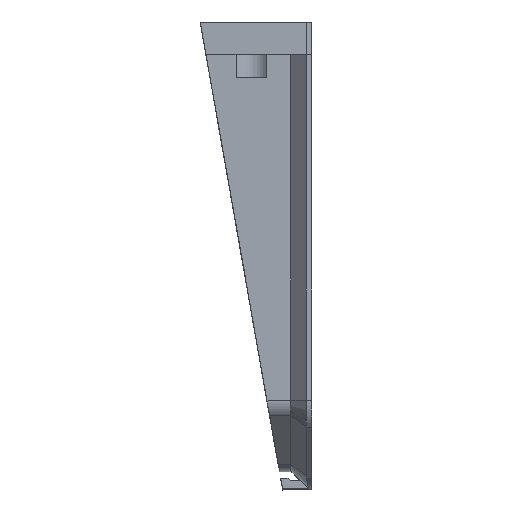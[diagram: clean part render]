
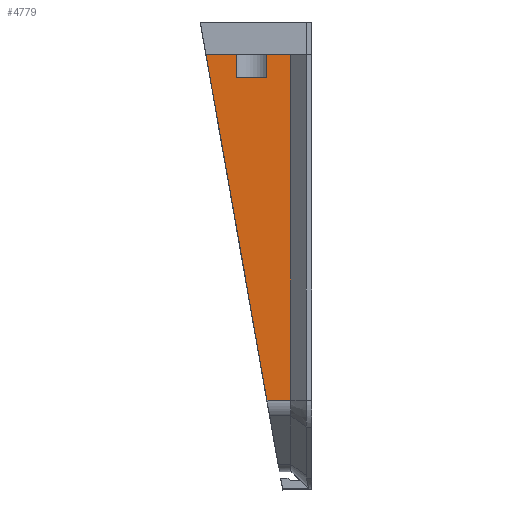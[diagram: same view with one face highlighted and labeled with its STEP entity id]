
A CAD part, top view. The second image highlights one B-rep face of the part: STEP entity #4779.
In plain terms, the highlighted planar face has unit normal (0, 0, 1).
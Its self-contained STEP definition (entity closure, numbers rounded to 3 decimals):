
#357=FACE_OUTER_BOUND('',#620,.T.);
#620=EDGE_LOOP('',(#3772,#3773,#3774,#3775,#3776,#3777,#3778,#3779));
#852=LINE('',#7110,#1423);
#1069=LINE('',#7901,#1640);
#1083=LINE('',#7970,#1654);
#1087=LINE('',#8039,#1658);
#1088=LINE('',#8041,#1659);
#1089=LINE('',#8043,#1660);
#1090=LINE('',#8044,#1661);
#1091=LINE('',#8045,#1662);
#1423=VECTOR('',#5279,10.);
#1640=VECTOR('',#5608,10.);
#1654=VECTOR('',#5638,10.);
#1658=VECTOR('',#5652,10.);
#1659=VECTOR('',#5653,10.);
#1660=VECTOR('',#5654,10.);
#1661=VECTOR('',#5655,10.);
#1662=VECTOR('',#5656,10.);
#2015=VERTEX_POINT('',#7089);
#2016=VERTEX_POINT('',#7109);
#2221=VERTEX_POINT('',#7896);
#2226=VERTEX_POINT('',#7968);
#2231=VERTEX_POINT('',#8037);
#2232=VERTEX_POINT('',#8038);
#2233=VERTEX_POINT('',#8040);
#2234=VERTEX_POINT('',#8042);
#2521=EDGE_CURVE('',#2015,#2016,#852,.T.);
#2774=EDGE_CURVE('',#2221,#2015,#1069,.T.);
#2792=EDGE_CURVE('',#2221,#2226,#1083,.T.);
#2801=EDGE_CURVE('',#2231,#2232,#1087,.T.);
#2802=EDGE_CURVE('',#2232,#2233,#1088,.T.);
#2803=EDGE_CURVE('',#2233,#2234,#1089,.T.);
#2804=EDGE_CURVE('',#2234,#2016,#1090,.T.);
#2805=EDGE_CURVE('',#2226,#2231,#1091,.T.);
#3772=ORIENTED_EDGE('',*,*,#2801,.T.);
#3773=ORIENTED_EDGE('',*,*,#2802,.T.);
#3774=ORIENTED_EDGE('',*,*,#2803,.T.);
#3775=ORIENTED_EDGE('',*,*,#2804,.T.);
#3776=ORIENTED_EDGE('',*,*,#2521,.F.);
#3777=ORIENTED_EDGE('',*,*,#2774,.F.);
#3778=ORIENTED_EDGE('',*,*,#2792,.T.);
#3779=ORIENTED_EDGE('',*,*,#2805,.T.);
#4554=PLANE('',#5012);
#4779=ADVANCED_FACE('',(#357),#4554,.T.);
#5012=AXIS2_PLACEMENT_3D('',#8036,#5650,#5651);
#5279=DIRECTION('',(-0.174,0.985,0.));
#5608=DIRECTION('',(-1.,0.,0.));
#5638=DIRECTION('',(0.,1.,0.));
#5650=DIRECTION('center_axis',(0.,0.,
1.));
#5651=DIRECTION('ref_axis',(0.,1.,0.));
#5652=DIRECTION('',(0.,-1.,0.));
#5653=DIRECTION('',(-1.,0.,0.));
#5654=DIRECTION('',(0.,1.,0.));
#5655=DIRECTION('',(-1.,0.,0.));
#5656=DIRECTION('',(-1.,0.,0.));
#7089=CARTESIAN_POINT('',(-454.294,72.84,734.474));
#7109=CARTESIAN_POINT('',(-465.962,139.012,734.474));
#7110=CARTESIAN_POINT('',(-456.772,86.897,734.474));
#7896=CARTESIAN_POINT('',(-449.741,72.84,734.474));
#7901=CARTESIAN_POINT('',(-445.741,72.84,734.474));
#7968=CARTESIAN_POINT('',(-449.741,139.012,734.474));
#7970=CARTESIAN_POINT('',(-449.741,87.52,734.474));
#8036=CARTESIAN_POINT('Origin',(-445.741,72.84,734.474));
#8037=CARTESIAN_POINT('',(-454.44,139.012,734.474));
#8038=CARTESIAN_POINT('',(-454.44,134.512,734.474));
#8039=CARTESIAN_POINT('',(-454.44,142.012,734.474));
#8040=CARTESIAN_POINT('',(-460.094,134.512,734.474));
#8041=CARTESIAN_POINT('',(-450.928,134.512,734.474));
#8042=CARTESIAN_POINT('',(-460.094,139.012,734.474));
#8043=CARTESIAN_POINT('',(-460.094,142.012,734.474));
#8044=CARTESIAN_POINT('',(-456.116,139.012,734.474));
#8045=CARTESIAN_POINT('',(-456.116,139.012,734.474));
